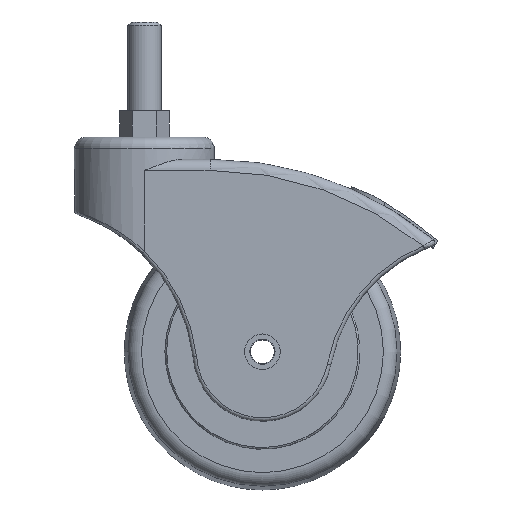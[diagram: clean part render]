
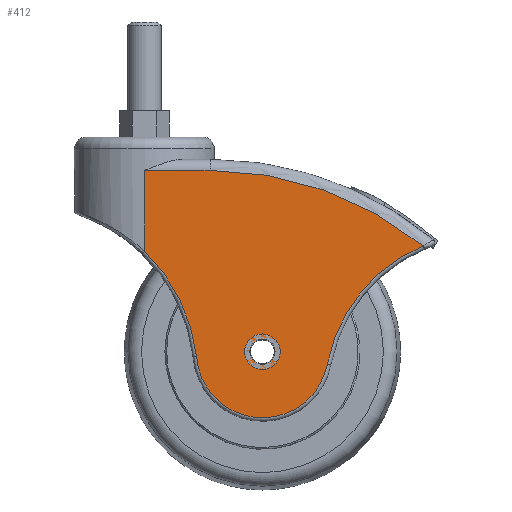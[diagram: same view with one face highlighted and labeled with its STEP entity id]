
A CAD part, top view. The second image highlights one B-rep face of the part: STEP entity #412.
In plain terms, the highlighted planar face has unit normal (0, 0, 1).
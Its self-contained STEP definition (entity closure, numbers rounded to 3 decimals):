
#412 = ADVANCED_FACE('',(#413,#467),#478,.F.);
#413 = FACE_BOUND('',#414,.T.);
#414 = EDGE_LOOP('',(#415,#426,#435,#443,#451,#460));
#415 = ORIENTED_EDGE('',*,*,#416,.F.);
#416 = EDGE_CURVE('',#417,#419,#421,.T.);
#417 = VERTEX_POINT('',#418);
#418 = CARTESIAN_POINT('',(79.811,-31.116,20.066));
#419 = VERTEX_POINT('',#420);
#420 = CARTESIAN_POINT('',(52.385,-64.993,20.066));
#421 = CIRCLE('',#422,46.161);
#422 = AXIS2_PLACEMENT_3D('',#423,#424,#425);
#423 = CARTESIAN_POINT('',(97.725,-73.66,20.066));
#424 = DIRECTION('',(0.,0.,1.));
#425 = DIRECTION('',(-0.388,0.922,0.));
#426 = ORIENTED_EDGE('',*,*,#427,.F.);
#427 = EDGE_CURVE('',#428,#417,#430,.T.);
#428 = VERTEX_POINT('',#429);
#429 = CARTESIAN_POINT('',(18.771,-9.525,20.066));
#430 = CIRCLE('',#431,97.079);
#431 = AXIS2_PLACEMENT_3D('',#432,#433,#434);
#432 = CARTESIAN_POINT('',(18.771,-106.604,20.066));
#433 = DIRECTION('',(0.,0.,-1.));
#434 = DIRECTION('',(0.,1.,0.));
#435 = ORIENTED_EDGE('',*,*,#436,.F.);
#436 = EDGE_CURVE('',#437,#428,#439,.T.);
#437 = VERTEX_POINT('',#438);
#438 = CARTESIAN_POINT('',(0.,-9.525,20.066));
#439 = LINE('',#440,#441);
#440 = CARTESIAN_POINT('',(0.,-9.525,20.066));
#441 = VECTOR('',#442,1.);
#442 = DIRECTION('',(1.,0.,0.));
#443 = ORIENTED_EDGE('',*,*,#444,.T.);
#444 = EDGE_CURVE('',#437,#445,#447,.T.);
#445 = VERTEX_POINT('',#446);
#446 = CARTESIAN_POINT('',(0.,-32.678,20.066));
#447 = LINE('',#448,#449);
#448 = CARTESIAN_POINT('',(0.,-9.525,20.066));
#449 = VECTOR('',#450,1.);
#450 = DIRECTION('',(0.,-1.,0.));
#451 = ORIENTED_EDGE('',*,*,#452,.F.);
#452 = EDGE_CURVE('',#453,#445,#455,.T.);
#453 = VERTEX_POINT('',#454);
#454 = CARTESIAN_POINT('',(14.899,-62.891,20.066));
#455 = CIRCLE('',#456,49.946);
#456 = AXIS2_PLACEMENT_3D('',#457,#458,#459);
#457 = CARTESIAN_POINT('',(-34.722,-68.58,20.066));
#458 = DIRECTION('',(0.,-0.,1.));
#459 = DIRECTION('',(0.993,0.114,0.));
#460 = ORIENTED_EDGE('',*,*,#461,.T.);
#461 = EDGE_CURVE('',#453,#419,#462,.T.);
#462 = CIRCLE('',#463,18.939);
#463 = AXIS2_PLACEMENT_3D('',#464,#465,#466);
#464 = CARTESIAN_POINT('',(33.782,-61.439,20.066));
#465 = DIRECTION('',(0.,0.,1.));
#466 = DIRECTION('',(-0.997,-0.077,0.));
#467 = FACE_BOUND('',#468,.T.);
#468 = EDGE_LOOP('',(#469));
#469 = ORIENTED_EDGE('',*,*,#470,.F.);
#470 = EDGE_CURVE('',#471,#471,#473,.T.);
#471 = VERTEX_POINT('',#472);
#472 = CARTESIAN_POINT('',(33.782,-57.84,20.066));
#473 = CIRCLE('',#474,3.597);
#474 = AXIS2_PLACEMENT_3D('',#475,#476,#477);
#475 = CARTESIAN_POINT('',(33.782,-61.436,20.066));
#476 = DIRECTION('',(0.,0.,1.));
#477 = DIRECTION('',(1.,0.,0.));
#478 = PLANE('',#479);
#479 = AXIS2_PLACEMENT_3D('',#480,#481,#482);
#480 = CARTESIAN_POINT('',(18.771,-106.604,20.066));
#481 = DIRECTION('',(0.,0.,-1.));
#482 = DIRECTION('',(-1.,0.,0.));
